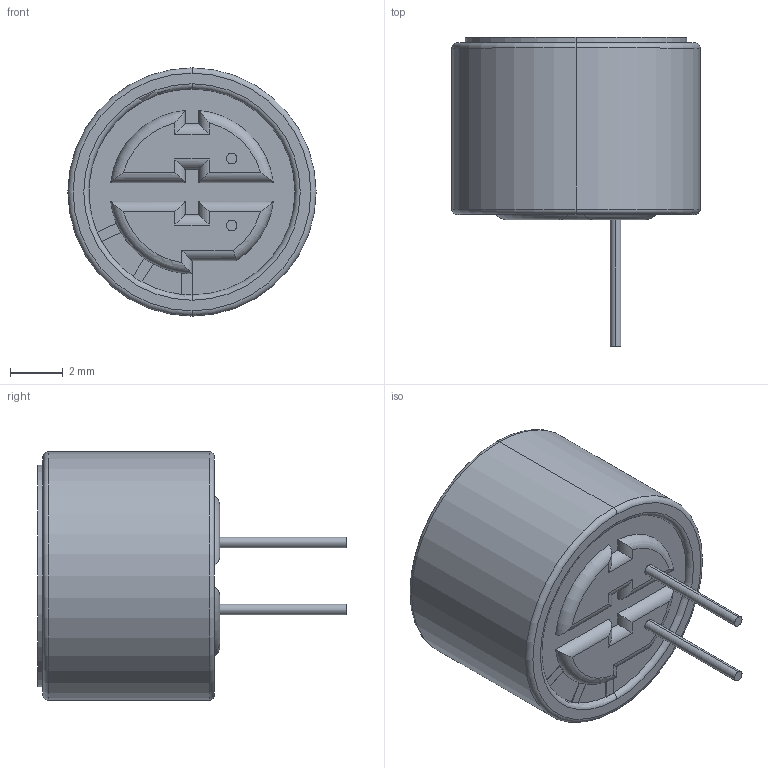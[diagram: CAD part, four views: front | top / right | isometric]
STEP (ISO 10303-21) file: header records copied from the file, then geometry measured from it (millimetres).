
FILE_DESCRIPTION (( 'STEP AP214' ), '1' );
FILE_NAME ('CUI_DEVICES_CMB-6544PF.step', '2019-10-20T21:44:56', ( '' ), ( '' ), 'SwSTEP 2.0', 'SolidWorks 2019', '' );
FILE_SCHEMA (( 'AUTOMOTIVE_DESIGN' ));
Length unit declared in the file: inch
Products named in the file (1): CUI_DEVICES_CMB-6544PF
Bounding box: 9.4 x 11.7 x 9.4 mm (x, y, z)
Volume: 461.8 mm3; surface area: 353.5 mm2
Topology: 1 solids, 1 shells, 58 faces, 135 edges, 84 vertices
Faces by surface type: cylinder 29, plane 19, torus 10
Entity records: 2364 total; most frequent: CARTESIAN_POINT 365, DIRECTION 288, ORIENTED_EDGE 270, EDGE_CURVE 135, AXIS2_PLACEMENT_3D 113, VERTEX_POINT 84, EDGE_LOOP 63, LINE 62
